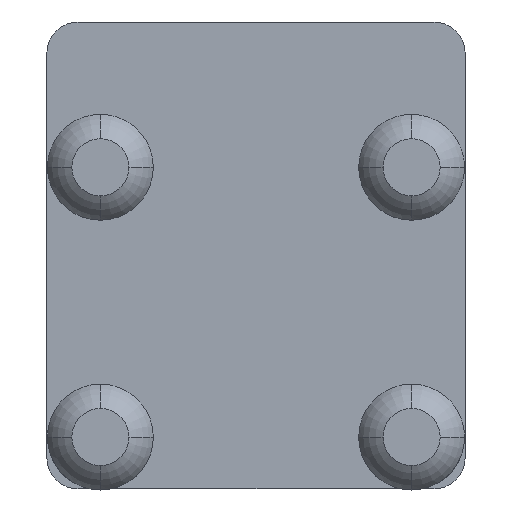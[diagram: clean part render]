
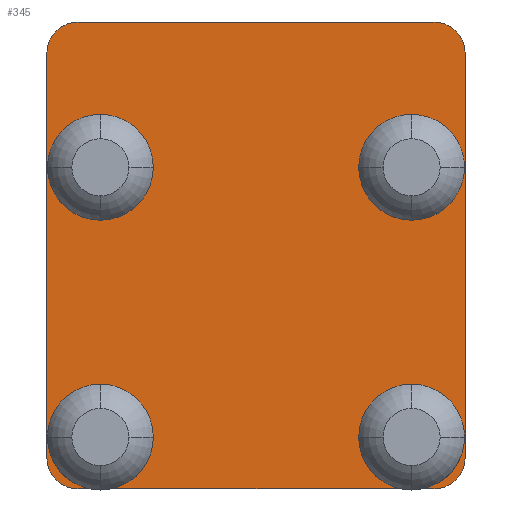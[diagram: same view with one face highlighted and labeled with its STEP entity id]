
A CAD part, left-side view. The second image highlights one B-rep face of the part: STEP entity #345.
In plain terms, the highlighted planar face has unit normal (-1, 0, 0).
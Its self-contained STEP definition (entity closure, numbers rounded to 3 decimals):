
#345=ADVANCED_FACE('',(#838,#839,#840),#841,.F.);
#838=FACE_OUTER_BOUND('',#1471,.T.);
#839=FACE_BOUND('',#1472,.T.);
#840=FACE_BOUND('',#1473,.T.);
#841=PLANE('',#1474);
#1471=EDGE_LOOP('',(#2359,#2360,#2361,#2362,#2363,#2364,#2365,#2366,#2367,#2368,#2369,#2370,#2371,#2372,#2373,#2374,#2375,#2376));
#1472=EDGE_LOOP('',(#2377,#2378,#2379,#2380));
#1473=EDGE_LOOP('',(#2381,#2382,#2383,#2384));
#1474=AXIS2_PLACEMENT_3D('',#2385,#2386,#2387);
#2359=ORIENTED_EDGE('',*,*,#3091,.F.);
#2360=ORIENTED_EDGE('',*,*,#3372,.T.);
#2361=ORIENTED_EDGE('',*,*,#3097,.T.);
#2362=ORIENTED_EDGE('',*,*,#3373,.F.);
#2363=ORIENTED_EDGE('',*,*,#3374,.F.);
#2364=ORIENTED_EDGE('',*,*,#3296,.F.);
#2365=ORIENTED_EDGE('',*,*,#3375,.T.);
#2366=ORIENTED_EDGE('',*,*,#3302,.T.);
#2367=ORIENTED_EDGE('',*,*,#3376,.F.);
#2368=ORIENTED_EDGE('',*,*,#3377,.T.);
#2369=ORIENTED_EDGE('',*,*,#3378,.F.);
#2370=ORIENTED_EDGE('',*,*,#3379,.T.);
#2371=ORIENTED_EDGE('',*,*,#3380,.F.);
#2372=ORIENTED_EDGE('',*,*,#3381,.T.);
#2373=ORIENTED_EDGE('',*,*,#3382,.F.);
#2374=ORIENTED_EDGE('',*,*,#3383,.T.);
#2375=ORIENTED_EDGE('',*,*,#3384,.F.);
#2376=ORIENTED_EDGE('',*,*,#3385,.F.);
#2377=ORIENTED_EDGE('',*,*,#3386,.T.);
#2378=ORIENTED_EDGE('',*,*,#3233,.T.);
#2379=ORIENTED_EDGE('',*,*,#3387,.F.);
#2380=ORIENTED_EDGE('',*,*,#3228,.F.);
#2381=ORIENTED_EDGE('',*,*,#3388,.T.);
#2382=ORIENTED_EDGE('',*,*,#3165,.T.);
#2383=ORIENTED_EDGE('',*,*,#3389,.F.);
#2384=ORIENTED_EDGE('',*,*,#3160,.F.);
#2385=CARTESIAN_POINT('',(-4.,4.,0.0));
#2386=DIRECTION('',(1.0,0.0,0.0));
#2387=DIRECTION('',(0.0,1.0,-0.0));
#3091=EDGE_CURVE('',#3556,#3553,#3558,.T.);
#3097=EDGE_CURVE('',#3560,#3565,#3567,.T.);
#3160=EDGE_CURVE('',#3662,#3659,#3664,.T.);
#3165=EDGE_CURVE('',#3666,#3669,#3671,.T.);
#3228=EDGE_CURVE('',#3766,#3763,#3768,.T.);
#3233=EDGE_CURVE('',#3770,#3773,#3775,.T.);
#3296=EDGE_CURVE('',#3870,#3867,#3872,.T.);
#3302=EDGE_CURVE('',#3874,#3879,#3881,.T.);
#3372=EDGE_CURVE('',#3556,#3560,#3991,.T.);
#3373=EDGE_CURVE('',#3992,#3565,#3993,.T.);
#3374=EDGE_CURVE('',#3867,#3992,#3994,.T.);
#3375=EDGE_CURVE('',#3870,#3874,#3995,.T.);
#3376=EDGE_CURVE('',#3996,#3879,#3997,.T.);
#3377=EDGE_CURVE('',#3996,#3998,#3999,.T.);
#3378=EDGE_CURVE('',#4000,#3998,#4001,.T.);
#3379=EDGE_CURVE('',#4000,#4002,#4003,.T.);
#3380=EDGE_CURVE('',#4004,#4002,#4005,.T.);
#3381=EDGE_CURVE('',#4004,#4006,#4007,.T.);
#3382=EDGE_CURVE('',#4008,#4006,#4009,.T.);
#3383=EDGE_CURVE('',#4008,#4010,#4011,.T.);
#3384=EDGE_CURVE('',#4012,#4010,#4013,.T.);
#3385=EDGE_CURVE('',#3553,#4012,#4014,.T.);
#3386=EDGE_CURVE('',#3766,#3770,#4015,.T.);
#3387=EDGE_CURVE('',#3763,#3773,#4016,.T.);
#3388=EDGE_CURVE('',#3662,#3666,#4017,.T.);
#3389=EDGE_CURVE('',#3659,#3669,#4018,.T.);
#3553=VERTEX_POINT('',#4190);
#3556=VERTEX_POINT('',#4194);
#3558=CIRCLE('',#4197,5.1);
#3560=VERTEX_POINT('',#4199);
#3565=VERTEX_POINT('',#4206);
#3567=CIRCLE('',#4208,5.1);
#3659=VERTEX_POINT('',#4320);
#3662=VERTEX_POINT('',#4324);
#3664=CIRCLE('',#4327,5.1);
#3666=VERTEX_POINT('',#4329);
#3669=VERTEX_POINT('',#4333);
#3671=CIRCLE('',#4336,5.1);
#3763=VERTEX_POINT('',#4448);
#3766=VERTEX_POINT('',#4452);
#3768=CIRCLE('',#4455,5.1);
#3770=VERTEX_POINT('',#4457);
#3773=VERTEX_POINT('',#4461);
#3775=CIRCLE('',#4464,5.1);
#3867=VERTEX_POINT('',#4576);
#3870=VERTEX_POINT('',#4580);
#3872=CIRCLE('',#4583,5.1);
#3874=VERTEX_POINT('',#4585);
#3879=VERTEX_POINT('',#4592);
#3881=CIRCLE('',#4594,5.1);
#3991=CIRCLE('',#4732,5.1);
#3992=VERTEX_POINT('',#4733);
#3993=LINE('',#4734,#4735);
#3994=CIRCLE('',#4736,5.1);
#3995=CIRCLE('',#4737,5.1);
#3996=VERTEX_POINT('',#4738);
#3997=LINE('',#4739,#4740);
#3998=VERTEX_POINT('',#4741);
#3999=CIRCLE('',#4742,3.0);
#4000=VERTEX_POINT('',#4743);
#4001=LINE('',#4744,#4745);
#4002=VERTEX_POINT('',#4746);
#4003=CIRCLE('',#4747,3.0);
#4004=VERTEX_POINT('',#4748);
#4005=LINE('',#4749,#4750);
#4006=VERTEX_POINT('',#4751);
#4007=CIRCLE('',#4752,3.0);
#4008=VERTEX_POINT('',#4753);
#4009=LINE('',#4754,#4755);
#4010=VERTEX_POINT('',#4756);
#4011=CIRCLE('',#4757,3.0);
#4012=VERTEX_POINT('',#4758);
#4013=LINE('',#4759,#4760);
#4014=CIRCLE('',#4761,5.1);
#4015=CIRCLE('',#4762,5.1);
#4016=CIRCLE('',#4763,5.1);
#4017=CIRCLE('',#4764,5.1);
#4018=CIRCLE('',#4765,5.1);
#4190=CARTESIAN_POINT('',(-4.0,24.1,-17.5));
#4194=CARTESIAN_POINT('',(-4.0,19.0,-12.4));
#4197=AXIS2_PLACEMENT_3D('',#4961,#4962,#4963);
#4199=CARTESIAN_POINT('',(-4.0,13.9,-17.5));
#4206=CARTESIAN_POINT('',(-4.,17.995,-22.5));
#4208=AXIS2_PLACEMENT_3D('',#4972,#4973,#4974);
#4320=CARTESIAN_POINT('',(-4.0,24.1,8.5));
#4324=CARTESIAN_POINT('',(-4.0,19.0,13.6));
#4327=AXIS2_PLACEMENT_3D('',#5078,#5079,#5080);
#4329=CARTESIAN_POINT('',(-4.0,13.9,8.5));
#4333=CARTESIAN_POINT('',(-4.0,19.0,3.4));
#4336=AXIS2_PLACEMENT_3D('',#5086,#5087,#5088);
#4448=CARTESIAN_POINT('',(-4.,-5.9,8.5));
#4452=CARTESIAN_POINT('',(-4.,-11.0,13.6));
#4455=AXIS2_PLACEMENT_3D('',#5192,#5193,#5194);
#4457=CARTESIAN_POINT('',(-4.,-16.1,8.5));
#4461=CARTESIAN_POINT('',(-4.,-11.0,3.4));
#4464=AXIS2_PLACEMENT_3D('',#5200,#5201,#5202);
#4576=CARTESIAN_POINT('',(-4.,-5.9,-17.5));
#4580=CARTESIAN_POINT('',(-4.,-11.0,-12.4));
#4583=AXIS2_PLACEMENT_3D('',#5306,#5307,#5308);
#4585=CARTESIAN_POINT('',(-4.,-16.1,-17.5));
#4592=CARTESIAN_POINT('',(-4.,-12.005,-22.5));
#4594=AXIS2_PLACEMENT_3D('',#5317,#5318,#5319);
#4732=AXIS2_PLACEMENT_3D('',#5426,#5427,#5428);
#4733=CARTESIAN_POINT('',(-4.,-9.995,-22.5));
#4734=CARTESIAN_POINT('',(-4.,-13.15,-22.5));
#4735=VECTOR('',#5429,34.3);
#4736=AXIS2_PLACEMENT_3D('',#5430,#5431,#5432);
#4737=AXIS2_PLACEMENT_3D('',#5433,#5434,#5435);
#4738=CARTESIAN_POINT('',(-4.,-13.15,-22.5));
#4739=CARTESIAN_POINT('',(-4.,-13.15,-22.5));
#4740=VECTOR('',#5436,34.3);
#4741=CARTESIAN_POINT('',(-4.,-16.15,-19.5));
#4742=AXIS2_PLACEMENT_3D('',#5437,#5438,#5439);
#4743=CARTESIAN_POINT('',(-4.,-16.15,19.5));
#4744=CARTESIAN_POINT('',(-4.,-16.15,19.5));
#4745=VECTOR('',#5440,39.0);
#4746=CARTESIAN_POINT('',(-4.,-13.15,22.5));
#4747=AXIS2_PLACEMENT_3D('',#5441,#5442,#5443);
#4748=CARTESIAN_POINT('',(-4.,21.15,22.5));
#4749=CARTESIAN_POINT('',(-4.,21.15,22.5));
#4750=VECTOR('',#5444,34.3);
#4751=CARTESIAN_POINT('',(-4.0,24.15,19.5));
#4752=AXIS2_PLACEMENT_3D('',#5445,#5446,#5447);
#4753=CARTESIAN_POINT('',(-4.0,24.15,-19.5));
#4754=CARTESIAN_POINT('',(-4.0,24.15,-19.5));
#4755=VECTOR('',#5448,39.0);
#4756=CARTESIAN_POINT('',(-4.0,21.15,-22.5));
#4757=AXIS2_PLACEMENT_3D('',#5449,#5450,#5451);
#4758=CARTESIAN_POINT('',(-4.,20.005,-22.5));
#4759=CARTESIAN_POINT('',(-4.,-13.15,-22.5));
#4760=VECTOR('',#5452,34.3);
#4761=AXIS2_PLACEMENT_3D('',#5453,#5454,#5455);
#4762=AXIS2_PLACEMENT_3D('',#5456,#5457,#5458);
#4763=AXIS2_PLACEMENT_3D('',#5459,#5460,#5461);
#4764=AXIS2_PLACEMENT_3D('',#5462,#5463,#5464);
#4765=AXIS2_PLACEMENT_3D('',#5465,#5466,#5467);
#4961=CARTESIAN_POINT('',(-4.0,19.0,-17.5));
#4962=DIRECTION('',(-1.0,0.0,0.0));
#4963=DIRECTION('',(0.0,0.0,1.0));
#4972=CARTESIAN_POINT('',(-4.0,19.0,-17.5));
#4973=DIRECTION('',(1.0,0.0,-0.0));
#4974=DIRECTION('',(0.0,0.0,1.0));
#5078=CARTESIAN_POINT('',(-4.0,19.0,8.5));
#5079=DIRECTION('',(-1.0,0.0,0.0));
#5080=DIRECTION('',(0.0,0.0,1.0));
#5086=CARTESIAN_POINT('',(-4.0,19.0,8.5));
#5087=DIRECTION('',(1.0,0.0,-0.0));
#5088=DIRECTION('',(0.0,0.0,1.0));
#5192=CARTESIAN_POINT('',(-4.,-11.0,8.5));
#5193=DIRECTION('',(-1.0,0.0,0.0));
#5194=DIRECTION('',(0.0,0.0,1.0));
#5200=CARTESIAN_POINT('',(-4.,-11.0,8.5));
#5201=DIRECTION('',(1.0,0.0,-0.0));
#5202=DIRECTION('',(0.0,0.0,1.0));
#5306=CARTESIAN_POINT('',(-4.,-11.0,-17.5));
#5307=DIRECTION('',(-1.0,0.0,0.0));
#5308=DIRECTION('',(0.0,0.0,1.0));
#5317=CARTESIAN_POINT('',(-4.,-11.0,-17.5));
#5318=DIRECTION('',(1.0,0.0,-0.0));
#5319=DIRECTION('',(0.0,0.0,1.0));
#5426=CARTESIAN_POINT('',(-4.0,19.0,-17.5));
#5427=DIRECTION('',(1.0,0.0,-0.0));
#5428=DIRECTION('',(0.0,0.0,1.0));
#5429=DIRECTION('',(0.0,1.0,0.0));
#5430=CARTESIAN_POINT('',(-4.,-11.0,-17.5));
#5431=DIRECTION('',(-1.0,0.0,0.0));
#5432=DIRECTION('',(0.0,0.0,1.0));
#5433=CARTESIAN_POINT('',(-4.,-11.0,-17.5));
#5434=DIRECTION('',(1.0,0.0,-0.0));
#5435=DIRECTION('',(0.0,0.0,1.0));
#5436=DIRECTION('',(0.0,1.0,0.0));
#5437=CARTESIAN_POINT('',(-4.,-13.15,-19.5));
#5438=DIRECTION('',(-1.0,0.0,0.0));
#5439=DIRECTION('',(0.0,0.0,-1.0));
#5440=DIRECTION('',(0.0,0.0,-1.0));
#5441=CARTESIAN_POINT('',(-4.,-13.15,19.5));
#5442=DIRECTION('',(-1.0,0.0,0.0));
#5443=DIRECTION('',(0.0,-1.0,0.0));
#5444=DIRECTION('',(0.0,-1.0,0.0));
#5445=CARTESIAN_POINT('',(-4.0,21.15,19.5));
#5446=DIRECTION('',(-1.0,0.0,0.0));
#5447=DIRECTION('',(0.0,0.0,1.0));
#5448=DIRECTION('',(0.0,0.0,1.0));
#5449=CARTESIAN_POINT('',(-4.0,21.15,-19.5));
#5450=DIRECTION('',(-1.0,0.0,0.0));
#5451=DIRECTION('',(0.0,1.0,0.0));
#5452=DIRECTION('',(0.0,1.0,0.0));
#5453=CARTESIAN_POINT('',(-4.0,19.0,-17.5));
#5454=DIRECTION('',(-1.0,0.0,0.0));
#5455=DIRECTION('',(0.0,0.0,1.0));
#5456=CARTESIAN_POINT('',(-4.,-11.0,8.5));
#5457=DIRECTION('',(1.0,0.0,-0.0));
#5458=DIRECTION('',(0.0,0.0,1.0));
#5459=CARTESIAN_POINT('',(-4.,-11.0,8.5));
#5460=DIRECTION('',(-1.0,0.0,0.0));
#5461=DIRECTION('',(0.0,0.0,1.0));
#5462=CARTESIAN_POINT('',(-4.0,19.0,8.5));
#5463=DIRECTION('',(1.0,0.0,-0.0));
#5464=DIRECTION('',(0.0,0.0,1.0));
#5465=CARTESIAN_POINT('',(-4.0,19.0,8.5));
#5466=DIRECTION('',(-1.0,0.0,0.0));
#5467=DIRECTION('',(0.0,0.0,1.0));
